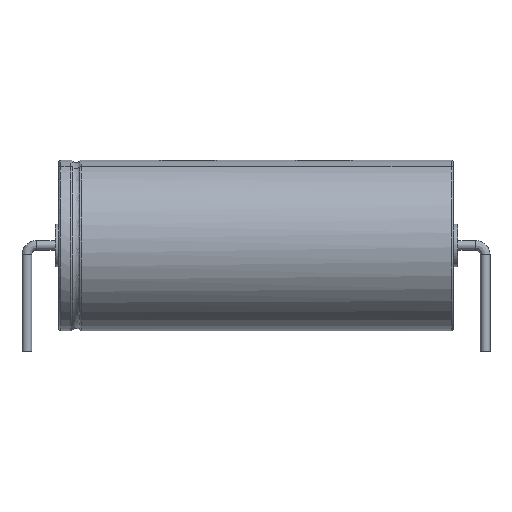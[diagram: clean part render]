
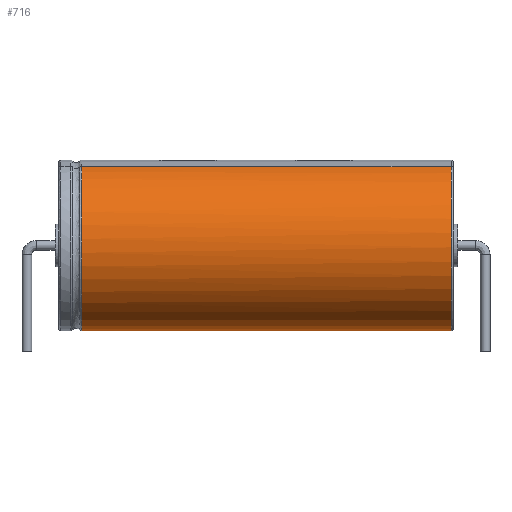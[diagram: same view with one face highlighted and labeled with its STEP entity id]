
A CAD part, front view. The second image highlights one B-rep face of the part: STEP entity #716.
In plain terms, the highlighted cylindrical face has radius 8 mm (diameter 16 mm), a partial arc.
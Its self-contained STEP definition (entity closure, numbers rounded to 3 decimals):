
#168=DIRECTION('',(-1.,0.,0.));
#182=DIRECTION('',(0.,0.383,0.924));
#288=VECTOR('',#289,1.);
#289=DIRECTION('',(1.,0.,0.));
#585=VERTEX_POINT('',#586);
#586=CARTESIAN_POINT('',(-16.365,3.061,15.391));
#594=ORIENTED_EDGE('',*,*,#595,.T.);
#595=EDGE_CURVE('',#585,#596,#598,.T.);
#596=VERTEX_POINT('',#597);
#597=CARTESIAN_POINT('',(-16.365,-3.061,15.391));
#598=B_SPLINE_CURVE_WITH_KNOTS('',12,(#599,#600,#601,#602,#603,#604,#605,#606,#607,#608,#609,#610,#611,#612,#613,#614,#615,#616,#617,#618,#619,#620,#621,#622,#623,#624,#625,#626,#627,#628,#629,#630,#631,#632,#633),.UNSPECIFIED.,.F.,.F.,(13,11,11,13),(-1.874,0.,43.982,45.856),.UNSPECIFIED.);
#599=CARTESIAN_POINT('',(-16.365,1.33,16.108));
#600=CARTESIAN_POINT('',(-16.365,1.475,16.048));
#601=CARTESIAN_POINT('',(-16.365,1.621,15.988));
#602=CARTESIAN_POINT('',(-16.365,1.765,15.928));
#603=CARTESIAN_POINT('',(-16.365,1.91,15.868));
#604=CARTESIAN_POINT('',(-16.365,2.055,15.808));
#605=CARTESIAN_POINT('',(-16.365,2.199,15.748));
#606=CARTESIAN_POINT('',(-16.365,2.343,15.689));
#607=CARTESIAN_POINT('',(-16.365,2.487,15.629));
#608=CARTESIAN_POINT('',(-16.365,2.631,15.569));
#609=CARTESIAN_POINT('',(-16.365,2.775,15.51));
#610=CARTESIAN_POINT('',(-16.365,2.918,15.45));
#611=CARTESIAN_POINT('',(-16.365,6.424,13.998));
#612=CARTESIAN_POINT('',(-16.365,9.147,10.914));
#613=CARTESIAN_POINT('',(-16.365,10.225,6.463));
#614=CARTESIAN_POINT('',(-16.365,8.822,1.689));
#615=CARTESIAN_POINT('',(-16.365,5.321,-1.865));
#616=CARTESIAN_POINT('',(-16.365,0.,-3.646));
#617=CARTESIAN_POINT('',(-16.365,-5.321,-1.865));
#618=CARTESIAN_POINT('',(-16.365,-8.822,1.689));
#619=CARTESIAN_POINT('',(-16.365,-10.225,6.463));
#620=CARTESIAN_POINT('',(-16.365,-9.147,10.914));
#621=CARTESIAN_POINT('',(-16.365,-6.424,13.998));
#622=CARTESIAN_POINT('',(-16.365,-2.918,15.45));
#623=CARTESIAN_POINT('',(-16.365,-2.775,15.51));
#624=CARTESIAN_POINT('',(-16.365,-2.631,15.569));
#625=CARTESIAN_POINT('',(-16.365,-2.487,15.629));
#626=CARTESIAN_POINT('',(-16.365,-2.343,15.689));
#627=CARTESIAN_POINT('',(-16.365,-2.199,15.748));
#628=CARTESIAN_POINT('',(-16.365,-2.055,15.808));
#629=CARTESIAN_POINT('',(-16.365,-1.91,15.868));
#630=CARTESIAN_POINT('',(-16.365,-1.765,15.928));
#631=CARTESIAN_POINT('',(-16.365,-1.621,15.988));
#632=CARTESIAN_POINT('',(-16.365,-1.475,16.048));
#633=CARTESIAN_POINT('',(-16.365,-1.33,16.108));
#716=ADVANCED_FACE('',(#717),#736,.T.);
#717=FACE_BOUND('',#718,.F.);
#718=EDGE_LOOP('',(#719,#594,#725,#731));
#719=ORIENTED_EDGE('',*,*,#720,.F.);
#720=EDGE_CURVE('',#585,#721,#723,.T.);
#721=VERTEX_POINT('',#722);
#722=CARTESIAN_POINT('',(18.3,3.061,15.391));
#723=LINE('',#724,#288);
#724=CARTESIAN_POINT('',(-16.5,3.061,15.391));
#725=ORIENTED_EDGE('',*,*,#726,.T.);
#726=EDGE_CURVE('',#596,#727,#729,.T.);
#727=VERTEX_POINT('',#728);
#728=CARTESIAN_POINT('',(18.3,-3.061,15.391));
#729=LINE('',#730,#288);
#730=CARTESIAN_POINT('',(-16.5,-3.061,15.391));
#731=ORIENTED_EDGE('',*,*,#732,.F.);
#732=EDGE_CURVE('',#721,#727,#733,.T.);
#733=CIRCLE('',#734,8.);
#734=AXIS2_PLACEMENT_3D('',#735,#168,#182);
#735=CARTESIAN_POINT('',(18.3,0.,8.));
#736=CYLINDRICAL_SURFACE('',#737,8.);
#737=AXIS2_PLACEMENT_3D('',#738,#289,#182);
#738=CARTESIAN_POINT('',(-16.5,0.,8.));
